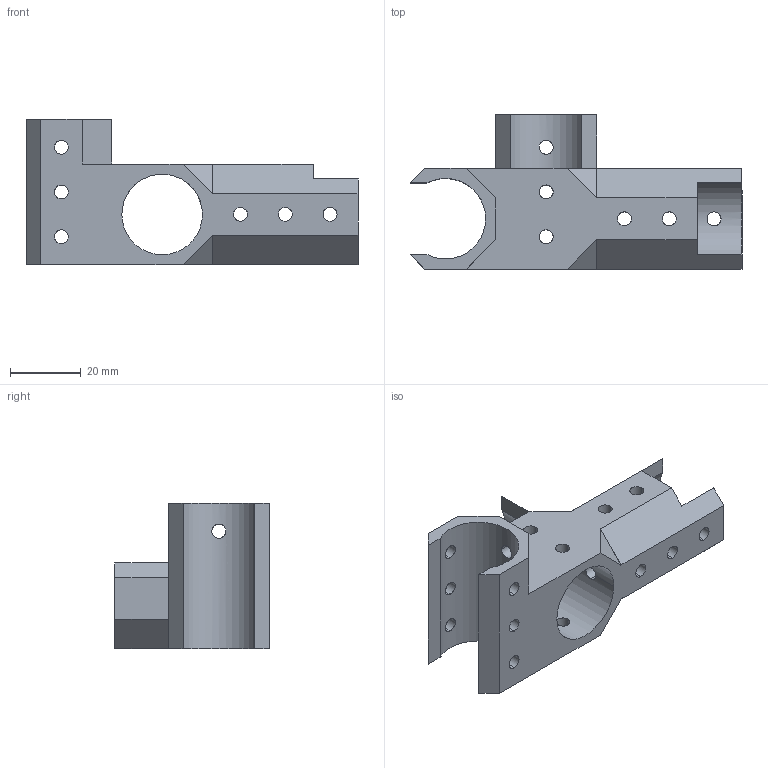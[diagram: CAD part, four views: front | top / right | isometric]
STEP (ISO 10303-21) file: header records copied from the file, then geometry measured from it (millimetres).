
FILE_DESCRIPTION (( 'STEP AP214' ), '1' );
FILE_NAME ('Offset Corner Connector.STEP', '2021-04-13T21:08:43', ( '' ), ( '' ), 'SwSTEP 2.0', 'SolidWorks 2020', '' );
FILE_SCHEMA (( 'AUTOMOTIVE_DESIGN' ));
Length unit declared in the file: inch
Products named in the file (1): Offset Corner Connector
Bounding box: 94.18 x 43.81 x 41.27 mm (x, y, z)
Volume: 33032.3 mm3; surface area: 18997.3 mm2
Topology: 1 solids, 1 shells, 97 faces, 309 edges, 204 vertices
Faces by surface type: cylinder 57, plane 40
Entity records: 4865 total; most frequent: CARTESIAN_POINT 2067, ORIENTED_EDGE 618, DIRECTION 501, EDGE_CURVE 309, VERTEX_POINT 204, VECTOR 173, LINE 173, AXIS2_PLACEMENT_3D 164
